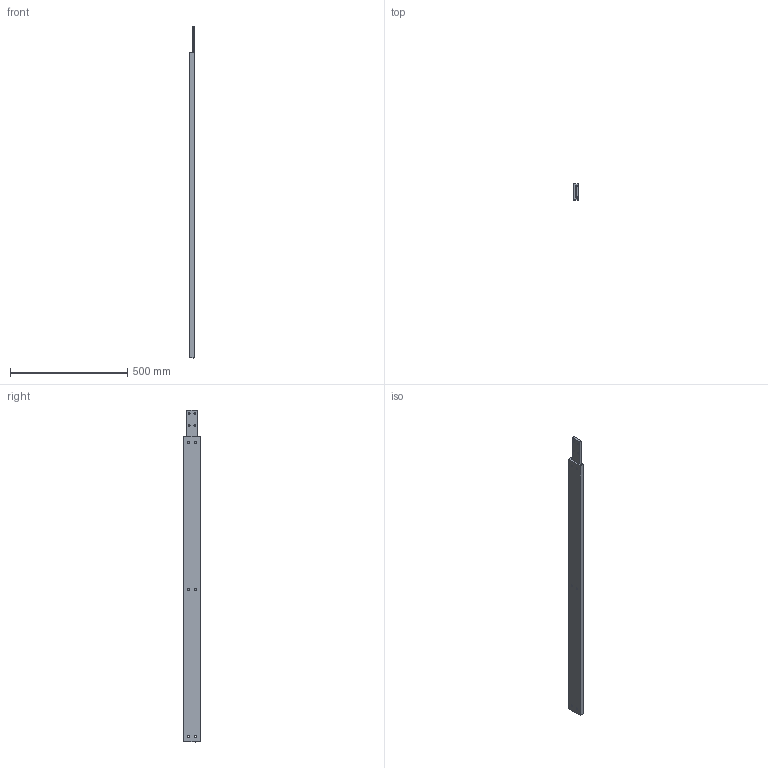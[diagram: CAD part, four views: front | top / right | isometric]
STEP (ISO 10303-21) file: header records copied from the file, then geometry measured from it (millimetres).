
FILE_DESCRIPTION (( 'STEP AP214' ), '1' );
FILE_NAME ('ows70-1300.STEP', '2021-12-10T09:48:35', ( '' ), ( '' ), 'SwSTEP 2.0', 'SolidWorks 2020', '' );
FILE_SCHEMA (( 'AUTOMOTIVE_DESIGN' ));
Length unit declared in the file: millimetre
Products named in the file (3): zensko70_1300; ows70-1300; masko70_1300
Assembly tree (2 placements, depth 2):
  ows70-1300
    masko70_1300
    zensko70_1300
Bounding box: 21 x 70 x 1413.48 mm (x, y, z)
Volume: 1497243.9 mm3; surface area: 415565.9 mm2
Topology: 2 solids, 2 shells, 106 faces, 270 edges, 170 vertices
Faces by surface type: cylinder 44, plane 36, cone 22, torus 4
Entity records: 3394 total; most frequent: DIRECTION 610, CARTESIAN_POINT 551, ORIENTED_EDGE 540, EDGE_CURVE 270, AXIS2_PLACEMENT_3D 229, VERTEX_POINT 170, VECTOR 152, LINE 152
